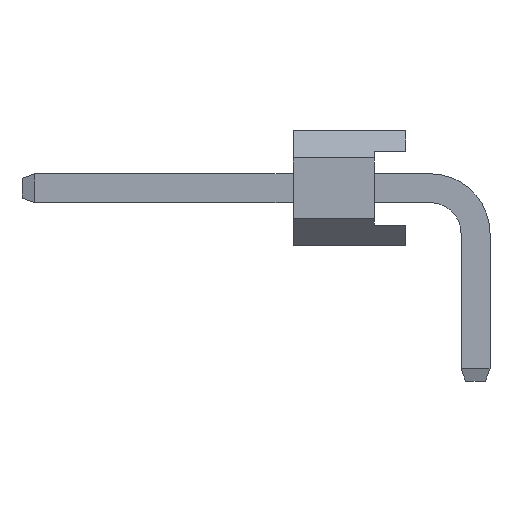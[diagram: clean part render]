
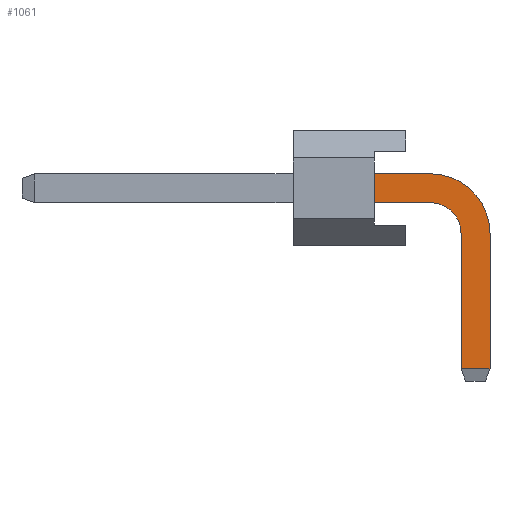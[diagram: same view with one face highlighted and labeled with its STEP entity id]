
A CAD part, left-side view. The second image highlights one B-rep face of the part: STEP entity #1061.
In plain terms, the highlighted planar face has unit normal (-1, 0, 0).
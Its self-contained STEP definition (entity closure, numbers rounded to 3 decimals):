
#1061=ADVANCED_FACE('',(#2917),#2919,.T.);
#2917=FACE_BOUND('',#2918,.T.);
#2918=EDGE_LOOP('',(#4417,#4418,#4419,#4420,#4421,#4422,#4423,#4424));
#2919=PLANE('',#2920);
#2920=AXIS2_PLACEMENT_3D('',#2921,#2922,#2923);
#2921=CARTESIAN_POINT('',(-0.32,0.32,-3.));
#2922=DIRECTION('',(-1.,0.,0.));
#2923=DIRECTION('',(0.,-1.,0.));
#4417=ORIENTED_EDGE('',*,*,#5313,.T.);
#4418=ORIENTED_EDGE('',*,*,#5314,.T.);
#4419=ORIENTED_EDGE('',*,*,#5315,.T.);
#4420=ORIENTED_EDGE('',*,*,#5316,.T.);
#4421=ORIENTED_EDGE('',*,*,#5029,.T.);
#4422=ORIENTED_EDGE('',*,*,#5317,.F.);
#4423=ORIENTED_EDGE('',*,*,#5318,.F.);
#4424=ORIENTED_EDGE('',*,*,#5319,.F.);
#5029=EDGE_CURVE('',#5749,#5750,#5751,.T.);
#5313=EDGE_CURVE('',#6193,#6194,#6195,.T.);
#5314=EDGE_CURVE('',#6194,#6196,#6197,.T.);
#5315=EDGE_CURVE('',#6196,#6198,#6199,.T.);
#5316=EDGE_CURVE('',#6198,#5749,#6200,.T.);
#5317=EDGE_CURVE('',#6201,#5750,#6202,.T.);
#5318=EDGE_CURVE('',#6203,#6201,#6204,.T.);
#5319=EDGE_CURVE('',#6193,#6203,#6205,.T.);
#5749=VERTEX_POINT('',#6977);
#5750=VERTEX_POINT('',#6978);
#5751=LINE('',#6979,#6980);
#6193=VERTEX_POINT('',#8013);
#6194=VERTEX_POINT('',#8014);
#6195=LINE('',#8015,#8016);
#6196=VERTEX_POINT('',#8018);
#6197=LINE('',#8019,#8020);
#6198=VERTEX_POINT('',#8022);
#6199=CIRCLE('',#8023,1.32);
#6200=LINE('',#8027,#8028);
#6201=VERTEX_POINT('',#8030);
#6202=LINE('',#8031,#8032);
#6203=VERTEX_POINT('',#8034);
#6204=CIRCLE('',#8035,0.68);
#6205=LINE('',#8039,#8040);
#6977=CARTESIAN_POINT('',(-0.32,2.24,1.59));
#6978=CARTESIAN_POINT('',(-0.32,2.24,0.95));
#6979=CARTESIAN_POINT('',(-0.32,2.24,1.59));
#6980=VECTOR('',#6981,1.);
#6981=DIRECTION('',(0.,0.,-1.));
#8013=CARTESIAN_POINT('',(-0.32,0.32,-2.725));
#8014=CARTESIAN_POINT('',(-0.32,-0.32,-2.725));
#8015=CARTESIAN_POINT('',(-0.32,0.32,-2.725));
#8016=VECTOR('',#8017,1.);
#8017=DIRECTION('',(0.,-1.,0.));
#8018=CARTESIAN_POINT('',(-0.32,-0.32,0.27));
#8019=CARTESIAN_POINT('',(-0.32,-0.32,-2.725));
#8020=VECTOR('',#8021,1.);
#8021=DIRECTION('',(0.,0.,1.));
#8022=CARTESIAN_POINT('',(-0.32,1.,1.59));
#8023=AXIS2_PLACEMENT_3D('',#8024,#8025,#8026);
#8024=CARTESIAN_POINT('',(-0.32,1.,0.27));
#8025=DIRECTION('',(-1.,-0.,0.));
#8026=DIRECTION('',(0.,-1.,0.));
#8027=CARTESIAN_POINT('',(-0.32,1.,1.59));
#8028=VECTOR('',#8029,1.);
#8029=DIRECTION('',(0.,1.,0.));
#8030=CARTESIAN_POINT('',(-0.32,1.,0.95));
#8031=CARTESIAN_POINT('',(-0.32,1.,0.95));
#8032=VECTOR('',#8033,1.);
#8033=DIRECTION('',(0.,1.,0.));
#8034=CARTESIAN_POINT('',(-0.32,0.32,0.27));
#8035=AXIS2_PLACEMENT_3D('',#8036,#8037,#8038);
#8036=CARTESIAN_POINT('',(-0.32,1.,0.27));
#8037=DIRECTION('',(-1.,-0.,0.));
#8038=DIRECTION('',(0.,-1.,0.));
#8039=CARTESIAN_POINT('',(-0.32,0.32,-2.725));
#8040=VECTOR('',#8041,1.);
#8041=DIRECTION('',(0.,0.,1.));
